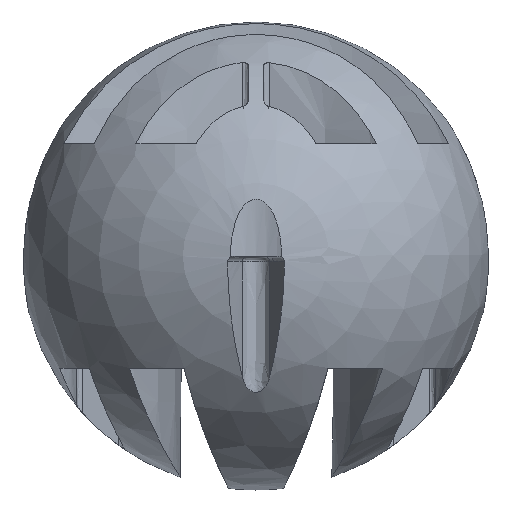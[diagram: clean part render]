
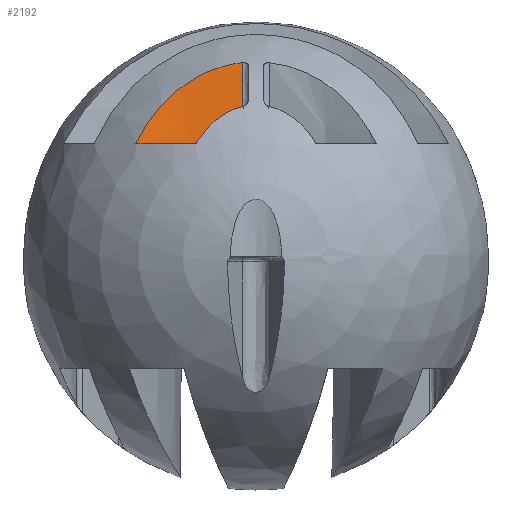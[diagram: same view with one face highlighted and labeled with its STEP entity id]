
A CAD part, front view. The second image highlights one B-rep face of the part: STEP entity #2192.
In plain terms, the highlighted conical face has half-angle 0.5 degrees and reference radius 8.93 mm.
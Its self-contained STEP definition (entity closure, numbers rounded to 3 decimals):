
#918 = ORIENTED_EDGE ( 'NONE', *, *, #1986, .F. ) ;
#919 = ORIENTED_EDGE ( 'NONE', *, *, #6079, .T. ) ;
#920 = ORIENTED_EDGE ( 'NONE', *, *, #6080, .F. ) ;
#921 = ORIENTED_EDGE ( 'NONE', *, *, #6081, .T. ) ;
#922 = ORIENTED_EDGE ( 'NONE', *, *, #2682, .F. ) ;
#923 = ORIENTED_EDGE ( 'NONE', *, *, #6082, .T. ) ;
#924 = ORIENTED_EDGE ( 'NONE', *, *, #6083, .T. ) ;
#925 = ORIENTED_EDGE ( 'NONE', *, *, #6084, .F. ) ;
#982 = EDGE_LOOP ( 'NONE', ( #918, #919, #920, #921, #922, #923, #924, #925 ) ) ;
#1398 = CARTESIAN_POINT ( 'NONE',  ( 0., -14.25, 4.5 ) ) ;
#1399 = DIRECTION ( 'NONE',  ( 0., 0., 1. ) ) ;
#1400 = DIRECTION ( 'NONE',  ( 1., 0., 0. ) ) ;
#1986 = EDGE_CURVE ( 'NONE', #3361, #3301, #4014, .T. ) ;
#2192 = ADVANCED_FACE ( 'NONE', ( #4386 ), #4397, .F. ) ;
#2464 = B_SPLINE_CURVE_WITH_KNOTS ( 'NONE', 3,
 ( #5572, #5567, #5568, #5573, #5574, #5575, #5576 ),
 .UNSPECIFIED., .F., .F.,
 ( 4, 3, 4 ),
 ( 0., 0., 0. ),
 .UNSPECIFIED. ) ;
#2565 = B_SPLINE_CURVE_WITH_KNOTS ( 'NONE', 3,
 ( #7131, #7132, #7136, #7137 ),
 .UNSPECIFIED., .F., .F.,
 ( 4, 4 ),
 ( 0., 0.005 ),
 .UNSPECIFIED. ) ;
#2566 = B_SPLINE_CURVE_WITH_KNOTS ( 'NONE', 3,
 ( #7138, #7139, #7144, #7145, #7146, #7147 ),
 .UNSPECIFIED., .F., .F.,
 ( 4, 2, 4 ),
 ( 0., 0., 0. ),
 .UNSPECIFIED. ) ;
#2567 = B_SPLINE_CURVE_WITH_KNOTS ( 'NONE', 3,
 ( #7148, #7149, #7154, #7155, #7156, #7157, #7158, #7159, #7160, #7161 ),
 .UNSPECIFIED., .F., .F.,
 ( 4, 3, 3, 4 ),
 ( 0., 0., 0.002, 0.008 ),
 .UNSPECIFIED. ) ;
#2568 = B_SPLINE_CURVE_WITH_KNOTS ( 'NONE', 3,
 ( #7143, #7153, #7164, #7165, #7166, #7167, #7168, #7169, #7170, #7171, #7172, #7173, #7174, #7175 ),
 .UNSPECIFIED., .F., .F.,
 ( 4, 2, 2, 2, 2, 2, 4 ),
 ( 0.005, 0.006, 0.007, 0.008, 0.009, 0.01, 0.011 ),
 .UNSPECIFIED. ) ;
#2682 = EDGE_CURVE ( 'NONE', #2969, #2968, #2464, .T. ) ;
#2968 = VERTEX_POINT ( 'NONE', #6244 ) ;
#2969 = VERTEX_POINT ( 'NONE', #6245 ) ;
#3036 = VERTEX_POINT ( 'NONE', #6312 ) ;
#3057 = VERTEX_POINT ( 'NONE', #6333 ) ;
#3058 = VERTEX_POINT ( 'NONE', #6334 ) ;
#3062 = VERTEX_POINT ( 'NONE', #6338 ) ;
#3301 = VERTEX_POINT ( 'NONE', #6352 ) ;
#3361 = VERTEX_POINT ( 'NONE', #6409 ) ;
#4014 = CIRCLE ( 'NONE', #7823, 8.969 ) ;
#4386 = FACE_OUTER_BOUND ( 'NONE', #982, .T. ) ;
#4397 = CONICAL_SURFACE ( 'NONE', #4683, 8.93, 0.009 ) ;
#4611 = CIRCLE ( 'NONE', #4864, 8.93 ) ;
#4618 = CIRCLE ( 'NONE', #4865, 8.932 ) ;
#4683 = AXIS2_PLACEMENT_3D ( 'NONE', #4885, #4883, #4886 ) ;
#4864 = AXIS2_PLACEMENT_3D ( 'NONE', #7140, #7141, #7142 ) ;
#4865 = AXIS2_PLACEMENT_3D ( 'NONE', #7150, #7151, #7152 ) ;
#4883 = DIRECTION ( 'NONE',  ( 0., 0., 1. ) ) ;
#4885 = CARTESIAN_POINT ( 'NONE',  ( 0., -14.25, 0. ) ) ;
#4886 = DIRECTION ( 'NONE',  ( 1., 0., 0. ) ) ;
#5567 = CARTESIAN_POINT ( 'NONE',  ( -2.07, -5.562, 0.157 ) ) ;
#5568 = CARTESIAN_POINT ( 'NONE',  ( -2.07, -5.562, 0.078 ) ) ;
#5572 = CARTESIAN_POINT ( 'NONE',  ( -2.071, -5.561, 0.235 ) ) ;
#5573 = CARTESIAN_POINT ( 'NONE',  ( -2.069, -5.563, 0. ) ) ;
#5574 = CARTESIAN_POINT ( 'NONE',  ( -2.069, -5.564, -0.078 ) ) ;
#5575 = CARTESIAN_POINT ( 'NONE',  ( -2.068, -5.564, -0.157 ) ) ;
#5576 = CARTESIAN_POINT ( 'NONE',  ( -2.068, -5.565, -0.235 ) ) ;
#6079 = EDGE_CURVE ( 'NONE', #3361, #3062, #2565, .T. ) ;
#6080 = EDGE_CURVE ( 'NONE', #3057, #3062, #4611, .T. ) ;
#6081 = EDGE_CURVE ( 'NONE', #3057, #2968, #2566, .T. ) ;
#6082 = EDGE_CURVE ( 'NONE', #2969, #3036, #4618, .T. ) ;
#6083 = EDGE_CURVE ( 'NONE', #3036, #3058, #2567, .T. ) ;
#6084 = EDGE_CURVE ( 'NONE', #3301, #3058, #2568, .T. ) ;
#6244 = CARTESIAN_POINT ( 'NONE',  ( -2.068, -5.565, -0.235 ) ) ;
#6245 = CARTESIAN_POINT ( 'NONE',  ( -2.071, -5.561, 0.235 ) ) ;
#6312 = CARTESIAN_POINT ( 'NONE',  ( -0.608, -5.339, 0.235 ) ) ;
#6333 = CARTESIAN_POINT ( 'NONE',  ( -2.34, -5.632, 0. ) ) ;
#6334 = CARTESIAN_POINT ( 'NONE',  ( -0.54, -5.268, 7.766 ) ) ;
#6338 = CARTESIAN_POINT ( 'NONE',  ( -4.561, -6.573, 0. ) ) ;
#6352 = CARTESIAN_POINT ( 'NONE',  ( -4.83, -6.692, 4.5 ) ) ;
#6409 = CARTESIAN_POINT ( 'NONE',  ( -4.596, -6.548, 4.5 ) ) ;
#7131 = CARTESIAN_POINT ( 'NONE',  ( -4.596, -6.548, 4.5 ) ) ;
#7132 = CARTESIAN_POINT ( 'NONE',  ( -4.584, -6.556, 3. ) ) ;
#7136 = CARTESIAN_POINT ( 'NONE',  ( -4.573, -6.564, 1.5 ) ) ;
#7137 = CARTESIAN_POINT ( 'NONE',  ( -4.561, -6.573, 0. ) ) ;
#7138 = CARTESIAN_POINT ( 'NONE',  ( -2.34, -5.632, 0. ) ) ;
#7139 = CARTESIAN_POINT ( 'NONE',  ( -2.274, -5.614, 0. ) ) ;
#7140 = CARTESIAN_POINT ( 'NONE',  ( 0., -14.25, 0. ) ) ;
#7141 = DIRECTION ( 'NONE',  ( 0., 0., 1. ) ) ;
#7142 = DIRECTION ( 'NONE',  ( 1., 0., 0. ) ) ;
#7143 = CARTESIAN_POINT ( 'NONE',  ( -4.83, -6.692, 4.5 ) ) ;
#7144 = CARTESIAN_POINT ( 'NONE',  ( -2.209, -5.597, -0.02 ) ) ;
#7145 = CARTESIAN_POINT ( 'NONE',  ( -2.104, -5.572, -0.103 ) ) ;
#7146 = CARTESIAN_POINT ( 'NONE',  ( -2.068, -5.564, -0.167 ) ) ;
#7147 = CARTESIAN_POINT ( 'NONE',  ( -2.068, -5.565, -0.235 ) ) ;
#7148 = CARTESIAN_POINT ( 'NONE',  ( -0.608, -5.339, 0.235 ) ) ;
#7149 = CARTESIAN_POINT ( 'NONE',  ( -0.607, -5.338, 0.315 ) ) ;
#7150 = CARTESIAN_POINT ( 'NONE',  ( 0., -14.25, 0.235 ) ) ;
#7151 = DIRECTION ( 'NONE',  ( 0., 0., -1. ) ) ;
#7152 = DIRECTION ( 'NONE',  ( 1., 0., 0. ) ) ;
#7153 = CARTESIAN_POINT ( 'NONE',  ( -4.728, -6.625, 4.708 ) ) ;
#7154 = CARTESIAN_POINT ( 'NONE',  ( -0.606, -5.337, 0.395 ) ) ;
#7155 = CARTESIAN_POINT ( 'NONE',  ( -0.606, -5.336, 0.475 ) ) ;
#7156 = CARTESIAN_POINT ( 'NONE',  ( -0.6, -5.33, 1.108 ) ) ;
#7157 = CARTESIAN_POINT ( 'NONE',  ( -0.594, -5.325, 1.742 ) ) ;
#7158 = CARTESIAN_POINT ( 'NONE',  ( -0.589, -5.319, 2.375 ) ) ;
#7159 = CARTESIAN_POINT ( 'NONE',  ( -0.572, -5.302, 4.172 ) ) ;
#7160 = CARTESIAN_POINT ( 'NONE',  ( -0.556, -5.285, 5.969 ) ) ;
#7161 = CARTESIAN_POINT ( 'NONE',  ( -0.54, -5.268, 7.766 ) ) ;
#7164 = CARTESIAN_POINT ( 'NONE',  ( -4.618, -6.555, 4.911 ) ) ;
#7165 = CARTESIAN_POINT ( 'NONE',  ( -4.375, -6.411, 5.308 ) ) ;
#7166 = CARTESIAN_POINT ( 'NONE',  ( -4.243, -6.337, 5.501 ) ) ;
#7167 = CARTESIAN_POINT ( 'NONE',  ( -3.822, -6.114, 6.05 ) ) ;
#7168 = CARTESIAN_POINT ( 'NONE',  ( -3.503, -5.966, 6.382 ) ) ;
#7169 = CARTESIAN_POINT ( 'NONE',  ( -2.771, -5.688, 6.969 ) ) ;
#7170 = CARTESIAN_POINT ( 'NONE',  ( -2.37, -5.563, 7.213 ) ) ;
#7171 = CARTESIAN_POINT ( 'NONE',  ( -1.712, -5.416, 7.494 ) ) ;
#7172 = CARTESIAN_POINT ( 'NONE',  ( -1.482, -5.374, 7.573 ) ) ;
#7173 = CARTESIAN_POINT ( 'NONE',  ( -1.017, -5.307, 7.695 ) ) ;
#7174 = CARTESIAN_POINT ( 'NONE',  ( -0.781, -5.283, 7.739 ) ) ;
#7175 = CARTESIAN_POINT ( 'NONE',  ( -0.54, -5.268, 7.766 ) ) ;
#7823 = AXIS2_PLACEMENT_3D ( 'NONE', #1398, #1399, #1400 ) ;
